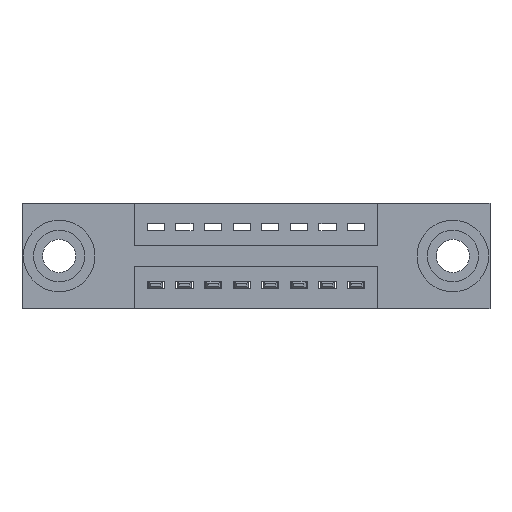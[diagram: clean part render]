
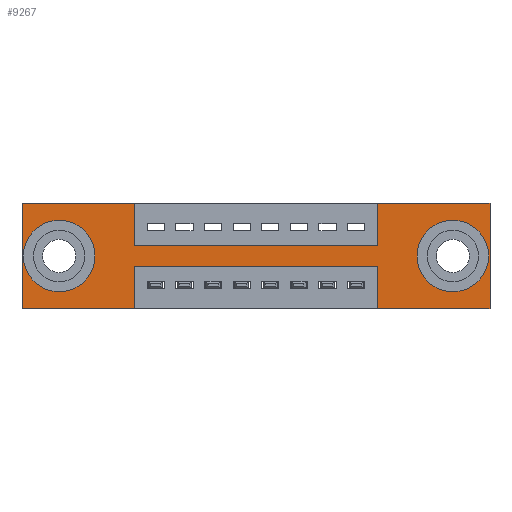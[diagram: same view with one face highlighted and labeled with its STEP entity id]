
A CAD part, front view. The second image highlights one B-rep face of the part: STEP entity #9267.
In plain terms, the highlighted planar face has unit normal (0, -1, 0).
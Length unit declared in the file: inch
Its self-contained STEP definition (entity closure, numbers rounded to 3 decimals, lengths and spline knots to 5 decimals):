
#92 = ORIENTED_EDGE ( 'NONE', *, *, #7392, .F. ) ;
#121 = PLANE ( 'NONE',  #3164 ) ;
#142 = DIRECTION ( 'NONE',  ( -1., 0., 0. ) ) ;
#300 = VERTEX_POINT ( 'NONE', #6722 ) ;
#445 = EDGE_CURVE ( 'NONE', #1034, #300, #1889, .T. ) ;
#592 = FACE_BOUND ( 'NONE', #10643, .T. ) ;
#627 = VECTOR ( 'NONE', #10546, 39.37008 ) ;
#670 = DIRECTION ( 'NONE',  ( 0., 0., 1. ) ) ;
#706 = DIRECTION ( 'NONE',  ( 0., 1., 0. ) ) ;
#713 = DIRECTION ( 'NONE',  ( 0., 0., -1. ) ) ;
#716 = CARTESIAN_POINT ( 'NONE',  ( 0.3925, 0., -0.15 ) ) ;
#728 = CIRCLE ( 'NONE', #3411, 0.078 ) ;
#731 = DIRECTION ( 'NONE',  ( 0., 1., 0. ) ) ;
#773 = CARTESIAN_POINT ( 'NONE',  ( 0.13, 0., -0.185 ) ) ;
#787 = DIRECTION ( 'NONE',  ( -1., 0., 0. ) ) ;
#909 = DIRECTION ( 'NONE',  ( 0., 0., -1. ) ) ;
#1034 = VERTEX_POINT ( 'NONE', #7496 ) ;
#1081 = CARTESIAN_POINT ( 'NONE',  ( 1.2425, 0., 0. ) ) ;
#1156 = CARTESIAN_POINT ( 'NONE',  ( 0., 0., 0. ) ) ;
#1159 = VERTEX_POINT ( 'NONE', #5113 ) ;
#1259 = VECTOR ( 'NONE', #142, 39.37008 ) ;
#1262 = VERTEX_POINT ( 'NONE', #6979 ) ;
#1427 = VECTOR ( 'NONE', #8133, 39.37008 ) ;
#1555 = EDGE_CURVE ( 'NONE', #1262, #4139, #7096, .T. ) ;
#1774 = FACE_BOUND ( 'NONE', #2774, .T. ) ;
#1863 = DIRECTION ( 'NONE',  ( 0., 0., -1. ) ) ;
#1889 = LINE ( 'NONE', #5863, #3343 ) ;
#1907 = FACE_OUTER_BOUND ( 'NONE', #9006, .T. ) ;
#2010 = EDGE_CURVE ( 'NONE', #300, #8360, #10758, .T. ) ;
#2096 = VECTOR ( 'NONE', #9543, 39.37008 ) ;
#2254 = LINE ( 'NONE', #2415, #7584 ) ;
#2341 = EDGE_CURVE ( 'NONE', #9174, #6661, #3254, .T. ) ;
#2415 = CARTESIAN_POINT ( 'NONE',  ( 1.635, 0., 0. ) ) ;
#2416 = EDGE_CURVE ( 'NONE', #8404, #4867, #728, .T. ) ;
#2520 = CARTESIAN_POINT ( 'NONE',  ( 0., 0., 0. ) ) ;
#2558 = DIRECTION ( 'NONE',  ( 0., -1., 0. ) ) ;
#2606 = ORIENTED_EDGE ( 'NONE', *, *, #1555, .F. ) ;
#2774 = EDGE_LOOP ( 'NONE', ( #5958, #10984 ) ) ;
#3107 = VECTOR ( 'NONE', #10961, 39.37008 ) ;
#3164 = AXIS2_PLACEMENT_3D ( 'NONE', #5212, #2558, #1863 ) ;
#3246 = CARTESIAN_POINT ( 'NONE',  ( 1.505, 0., -0.185 ) ) ;
#3254 = CIRCLE ( 'NONE', #5529, 0.078 ) ;
#3273 = EDGE_CURVE ( 'NONE', #8360, #1159, #9908, .T. ) ;
#3343 = VECTOR ( 'NONE', #787, 39.37008 ) ;
#3387 = CARTESIAN_POINT ( 'NONE',  ( 0., 0., 0. ) ) ;
#3390 = LINE ( 'NONE', #1156, #627 ) ;
#3411 = AXIS2_PLACEMENT_3D ( 'NONE', #3246, #5177, #909 ) ;
#3440 = DIRECTION ( 'NONE',  ( 0., 0., 1. ) ) ;
#3533 = CARTESIAN_POINT ( 'NONE',  ( 0.3925, 0., -0.37 ) ) ;
#3537 = DIRECTION ( 'NONE',  ( 0., 0., 1. ) ) ;
#3555 = CARTESIAN_POINT ( 'NONE',  ( 1.505, 0., -0.185 ) ) ;
#3668 = LINE ( 'NONE', #6956, #2096 ) ;
#3683 = CARTESIAN_POINT ( 'NONE',  ( 1.2425, 0., -0.37 ) ) ;
#3933 = LINE ( 'NONE', #9560, #5104 ) ;
#4051 = VERTEX_POINT ( 'NONE', #4088 ) ;
#4088 = CARTESIAN_POINT ( 'NONE',  ( 0.3925, 0., 0. ) ) ;
#4139 = VERTEX_POINT ( 'NONE', #6819 ) ;
#4226 = ORIENTED_EDGE ( 'NONE', *, *, #9101, .F. ) ;
#4304 = CARTESIAN_POINT ( 'NONE',  ( 0.13, 0., -0.185 ) ) ;
#4340 = CIRCLE ( 'NONE', #8378, 0.078 ) ;
#4867 = VERTEX_POINT ( 'NONE', #8471 ) ;
#4888 = DIRECTION ( 'NONE',  ( 1., 0., 0. ) ) ;
#4990 = CARTESIAN_POINT ( 'NONE',  ( 0., 0., 0. ) ) ;
#5104 = VECTOR ( 'NONE', #6064, 39.37008 ) ;
#5113 = CARTESIAN_POINT ( 'NONE',  ( 0., 0., -0.37 ) ) ;
#5177 = DIRECTION ( 'NONE',  ( 0., 1., 0. ) ) ;
#5212 = CARTESIAN_POINT ( 'NONE',  ( 0., 0., -0.37 ) ) ;
#5327 = LINE ( 'NONE', #2520, #3107 ) ;
#5350 = VERTEX_POINT ( 'NONE', #6971 ) ;
#5378 = VECTOR ( 'NONE', #3537, 39.37008 ) ;
#5529 = AXIS2_PLACEMENT_3D ( 'NONE', #4304, #731, #3440 ) ;
#5604 = ORIENTED_EDGE ( 'NONE', *, *, #6706, .F. ) ;
#5863 = CARTESIAN_POINT ( 'NONE',  ( 0.3925, 0., -0.22 ) ) ;
#5958 = ORIENTED_EDGE ( 'NONE', *, *, #2341, .T. ) ;
#5999 = EDGE_CURVE ( 'NONE', #6661, #9174, #4340, .T. ) ;
#6064 = DIRECTION ( 'NONE',  ( -1., 0., 0. ) ) ;
#6171 = ORIENTED_EDGE ( 'NONE', *, *, #445, .F. ) ;
#6219 = EDGE_CURVE ( 'NONE', #5350, #1034, #8517, .T. ) ;
#6615 = EDGE_CURVE ( 'NONE', #4051, #7155, #9043, .T. ) ;
#6661 = VERTEX_POINT ( 'NONE', #7866 ) ;
#6706 = EDGE_CURVE ( 'NONE', #10172, #5350, #3933, .T. ) ;
#6722 = CARTESIAN_POINT ( 'NONE',  ( 0.3925, 0., -0.22 ) ) ;
#6819 = CARTESIAN_POINT ( 'NONE',  ( 1.635, 0., 0. ) ) ;
#6849 = ORIENTED_EDGE ( 'NONE', *, *, #9053, .F. ) ;
#6941 = ORIENTED_EDGE ( 'NONE', *, *, #7554, .F. ) ;
#6956 = CARTESIAN_POINT ( 'NONE',  ( 0.3925, 0., -0.15 ) ) ;
#6967 = ORIENTED_EDGE ( 'NONE', *, *, #2416, .T. ) ;
#6971 = CARTESIAN_POINT ( 'NONE',  ( 1.2425, 0., -0.37 ) ) ;
#6979 = CARTESIAN_POINT ( 'NONE',  ( 1.2425, 0., 0. ) ) ;
#7096 = LINE ( 'NONE', #4990, #9674 ) ;
#7155 = VERTEX_POINT ( 'NONE', #716 ) ;
#7229 = CARTESIAN_POINT ( 'NONE',  ( 0.3925, 0., -0.37 ) ) ;
#7247 = CARTESIAN_POINT ( 'NONE',  ( 0.3925, 0., 0. ) ) ;
#7269 = VERTEX_POINT ( 'NONE', #9429 ) ;
#7307 = VERTEX_POINT ( 'NONE', #3387 ) ;
#7392 = EDGE_CURVE ( 'NONE', #7155, #7269, #3668, .T. ) ;
#7427 = ORIENTED_EDGE ( 'NONE', *, *, #10602, .F. ) ;
#7496 = CARTESIAN_POINT ( 'NONE',  ( 1.2425, 0., -0.22 ) ) ;
#7554 = EDGE_CURVE ( 'NONE', #1159, #7307, #3390, .T. ) ;
#7584 = VECTOR ( 'NONE', #8597, 39.37008 ) ;
#7760 = CIRCLE ( 'NONE', #8113, 0.078 ) ;
#7830 = CARTESIAN_POINT ( 'NONE',  ( 0.13, 0., -0.107 ) ) ;
#7859 = ORIENTED_EDGE ( 'NONE', *, *, #2010, .F. ) ;
#7866 = CARTESIAN_POINT ( 'NONE',  ( 0.13, 0., -0.263 ) ) ;
#7885 = DIRECTION ( 'NONE',  ( 0., 0., 1. ) ) ;
#7921 = VECTOR ( 'NONE', #9532, 39.37008 ) ;
#8054 = ORIENTED_EDGE ( 'NONE', *, *, #3273, .F. ) ;
#8113 = AXIS2_PLACEMENT_3D ( 'NONE', #3555, #9592, #713 ) ;
#8133 = DIRECTION ( 'NONE',  ( 0., 0., -1. ) ) ;
#8167 = ORIENTED_EDGE ( 'NONE', *, *, #6615, .F. ) ;
#8349 = ORIENTED_EDGE ( 'NONE', *, *, #6219, .F. ) ;
#8360 = VERTEX_POINT ( 'NONE', #7229 ) ;
#8378 = AXIS2_PLACEMENT_3D ( 'NONE', #773, #706, #670 ) ;
#8404 = VERTEX_POINT ( 'NONE', #10556 ) ;
#8471 = CARTESIAN_POINT ( 'NONE',  ( 1.505, 0., -0.263 ) ) ;
#8517 = LINE ( 'NONE', #3683, #5378 ) ;
#8597 = DIRECTION ( 'NONE',  ( 0., 0., -1. ) ) ;
#9006 = EDGE_LOOP ( 'NONE', ( #7859, #6171, #8349, #5604, #7427, #2606, #6849, #92, #8167, #4226, #6941, #8054 ) ) ;
#9043 = LINE ( 'NONE', #7247, #1427 ) ;
#9053 = EDGE_CURVE ( 'NONE', #7269, #1262, #10206, .T. ) ;
#9101 = EDGE_CURVE ( 'NONE', #7307, #4051, #5327, .T. ) ;
#9174 = VERTEX_POINT ( 'NONE', #7830 ) ;
#9253 = ORIENTED_EDGE ( 'NONE', *, *, #9940, .T. ) ;
#9267 = ADVANCED_FACE ( 'NONE', ( #592, #1774, #1907 ), #121, .T. ) ;
#9429 = CARTESIAN_POINT ( 'NONE',  ( 1.2425, 0., -0.15 ) ) ;
#9532 = DIRECTION ( 'NONE',  ( 0., 0., -1. ) ) ;
#9543 = DIRECTION ( 'NONE',  ( 1., 0., 0. ) ) ;
#9560 = CARTESIAN_POINT ( 'NONE',  ( 0., 0., -0.37 ) ) ;
#9592 = DIRECTION ( 'NONE',  ( 0., 1., 0. ) ) ;
#9659 = VECTOR ( 'NONE', #7885, 39.37008 ) ;
#9674 = VECTOR ( 'NONE', #4888, 39.37008 ) ;
#9773 = CARTESIAN_POINT ( 'NONE',  ( 1.635, 0., -0.37 ) ) ;
#9908 = LINE ( 'NONE', #10440, #1259 ) ;
#9940 = EDGE_CURVE ( 'NONE', #4867, #8404, #7760, .T. ) ;
#10172 = VERTEX_POINT ( 'NONE', #9773 ) ;
#10206 = LINE ( 'NONE', #1081, #9659 ) ;
#10440 = CARTESIAN_POINT ( 'NONE',  ( 0., 0., -0.37 ) ) ;
#10546 = DIRECTION ( 'NONE',  ( 0., 0., 1. ) ) ;
#10556 = CARTESIAN_POINT ( 'NONE',  ( 1.505, 0., -0.107 ) ) ;
#10602 = EDGE_CURVE ( 'NONE', #4139, #10172, #2254, .T. ) ;
#10643 = EDGE_LOOP ( 'NONE', ( #6967, #9253 ) ) ;
#10758 = LINE ( 'NONE', #3533, #7921 ) ;
#10961 = DIRECTION ( 'NONE',  ( 1., 0., 0. ) ) ;
#10984 = ORIENTED_EDGE ( 'NONE', *, *, #5999, .T. ) ;
